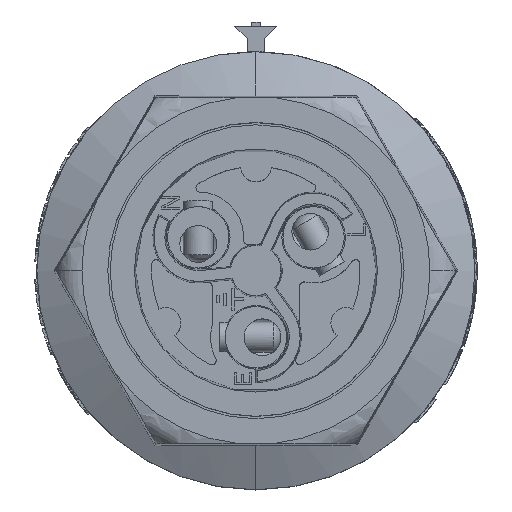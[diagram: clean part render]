
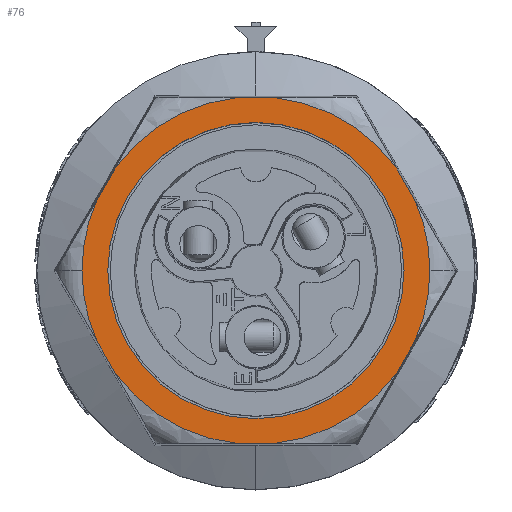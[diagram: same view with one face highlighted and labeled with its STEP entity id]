
A CAD part, top view. The second image highlights one B-rep face of the part: STEP entity #76.
In plain terms, the highlighted planar face has unit normal (0, 0, 1).
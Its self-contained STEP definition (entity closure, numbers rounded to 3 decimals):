
#76=ADVANCED_FACE('',(#3354,#3355),#3356,.F.);
#3354=FACE_OUTER_BOUND('',#9844,.T.);
#3355=FACE_BOUND('',#9845,.T.);
#3356=PLANE('',#9846);
#9844=EDGE_LOOP('',(#21156,#21157,#21158,#21159,#21160,#21161,#21162,#21163,#21164,#21165,#21166,#21167,#21168,#21169));
#9845=EDGE_LOOP('',(#21170,#21171));
#9846=AXIS2_PLACEMENT_3D('',#21172,#21173,#21174);
#21156=ORIENTED_EDGE('',*,*,#47939,.F.);
#21157=ORIENTED_EDGE('',*,*,#47944,.T.);
#21158=ORIENTED_EDGE('',*,*,#47945,.F.);
#21159=ORIENTED_EDGE('',*,*,#47946,.T.);
#21160=ORIENTED_EDGE('',*,*,#47947,.F.);
#21161=ORIENTED_EDGE('',*,*,#45979,.T.);
#21162=ORIENTED_EDGE('',*,*,#47948,.T.);
#21163=ORIENTED_EDGE('',*,*,#47949,.F.);
#21164=ORIENTED_EDGE('',*,*,#47950,.T.);
#21165=ORIENTED_EDGE('',*,*,#47951,.F.);
#21166=ORIENTED_EDGE('',*,*,#47952,.T.);
#21167=ORIENTED_EDGE('',*,*,#47953,.F.);
#21168=ORIENTED_EDGE('',*,*,#47954,.T.);
#21169=ORIENTED_EDGE('',*,*,#45983,.T.);
#21170=ORIENTED_EDGE('',*,*,#47955,.T.);
#21171=ORIENTED_EDGE('',*,*,#47956,.T.);
#21172=CARTESIAN_POINT('',(0.0,0.0,16.0));
#21173=DIRECTION('',(0.0,0.0,-1.0));
#21174=DIRECTION('',(0.0,-1.0,0.0));
#45979=EDGE_CURVE('',#54849,#54846,#54850,.T.);
#45983=EDGE_CURVE('',#54853,#54855,#54857,.T.);
#47939=EDGE_CURVE('',#58758,#54855,#58759,.T.);
#47944=EDGE_CURVE('',#58758,#58764,#58766,.T.);
#47945=EDGE_CURVE('',#58767,#58764,#58768,.T.);
#47946=EDGE_CURVE('',#58767,#58769,#58770,.T.);
#47947=EDGE_CURVE('',#54849,#58769,#58771,.T.);
#47948=EDGE_CURVE('',#54846,#58772,#58773,.T.);
#47949=EDGE_CURVE('',#58774,#58772,#58775,.T.);
#47950=EDGE_CURVE('',#58774,#58776,#58777,.T.);
#47951=EDGE_CURVE('',#58778,#58776,#58779,.T.);
#47952=EDGE_CURVE('',#58778,#58780,#58781,.T.);
#47953=EDGE_CURVE('',#58782,#58780,#58783,.T.);
#47954=EDGE_CURVE('',#58782,#54853,#58784,.T.);
#47955=EDGE_CURVE('',#58785,#58786,#58787,.T.);
#47956=EDGE_CURVE('',#58786,#58785,#58788,.T.);
#54846=VERTEX_POINT('',#69915);
#54849=VERTEX_POINT('',#69918);
#54850=CIRCLE('',#69919,19.852);
#54853=VERTEX_POINT('',#69948);
#54855=VERTEX_POINT('',#69950);
#54857=CIRCLE('',#69978,19.852);
#58758=VERTEX_POINT('',#78136);
#58759=LINE('',#78137,#78138);
#58764=VERTEX_POINT('',#78171);
#58766=CIRCLE('',#78199,19.852);
#58767=VERTEX_POINT('',#78200);
#58768=LINE('',#78201,#78202);
#58769=VERTEX_POINT('',#78203);
#58770=CIRCLE('',#78204,19.852);
#58771=LINE('',#78205,#78206);
#58772=VERTEX_POINT('',#78207);
#58773=CIRCLE('',#78208,19.852);
#58774=VERTEX_POINT('',#78209);
#58775=LINE('',#78210,#78211);
#58776=VERTEX_POINT('',#78212);
#58777=CIRCLE('',#78213,19.852);
#58778=VERTEX_POINT('',#78214);
#58779=LINE('',#78215,#78216);
#58780=VERTEX_POINT('',#78217);
#58781=CIRCLE('',#78218,19.852);
#58782=VERTEX_POINT('',#78219);
#58783=LINE('',#78220,#78221);
#58784=CIRCLE('',#78222,19.852);
#58785=VERTEX_POINT('',#78223);
#58786=VERTEX_POINT('',#78224);
#58787=CIRCLE('',#78225,16.9);
#58788=CIRCLE('',#78226,16.9);
#69915=CARTESIAN_POINT('',(19.852,0.,16.0));
#69918=CARTESIAN_POINT('',(18.153,-8.034,16.0));
#69919=AXIS2_PLACEMENT_3D('',#101157,#101158,#101159);
#69948=CARTESIAN_POINT('',(-19.852,0.,16.0));
#69950=CARTESIAN_POINT('',(-18.153,-8.034,16.0));
#69978=AXIS2_PLACEMENT_3D('',#101163,#101164,#101165);
#78136=CARTESIAN_POINT('',(-16.035,-11.704,16.0));
#78137=CARTESIAN_POINT('',(-16.035,-11.704,16.0));
#78138=VECTOR('',#102772,4.237);
#78171=CARTESIAN_POINT('',(-2.118,-19.738,16.0));
#78199=AXIS2_PLACEMENT_3D('',#102775,#102776,#102777);
#78200=CARTESIAN_POINT('',(2.118,-19.738,16.0));
#78201=CARTESIAN_POINT('',(2.118,-19.738,16.0));
#78202=VECTOR('',#102778,4.237);
#78203=CARTESIAN_POINT('',(16.035,-11.704,16.0));
#78204=AXIS2_PLACEMENT_3D('',#102779,#102780,#102781);
#78205=CARTESIAN_POINT('',(18.153,-8.034,16.0));
#78206=VECTOR('',#102782,4.237);
#78207=CARTESIAN_POINT('',(18.153,8.034,16.0));
#78208=AXIS2_PLACEMENT_3D('',#102783,#102784,#102785);
#78209=CARTESIAN_POINT('',(16.035,11.704,16.0));
#78210=CARTESIAN_POINT('',(16.035,11.704,16.0));
#78211=VECTOR('',#102786,4.237);
#78212=CARTESIAN_POINT('',(2.118,19.738,16.0));
#78213=AXIS2_PLACEMENT_3D('',#102787,#102788,#102789);
#78214=CARTESIAN_POINT('',(-2.118,19.738,16.0));
#78215=CARTESIAN_POINT('',(-2.118,19.738,16.0));
#78216=VECTOR('',#102790,4.237);
#78217=CARTESIAN_POINT('',(-16.035,11.704,16.0));
#78218=AXIS2_PLACEMENT_3D('',#102791,#102792,#102793);
#78219=CARTESIAN_POINT('',(-18.153,8.034,16.0));
#78220=CARTESIAN_POINT('',(-18.153,8.034,16.0));
#78221=VECTOR('',#102794,4.237);
#78222=AXIS2_PLACEMENT_3D('',#102795,#102796,#102797);
#78223=CARTESIAN_POINT('',(-16.9,0.0,16.0));
#78224=CARTESIAN_POINT('',(16.9,0.0,16.0));
#78225=AXIS2_PLACEMENT_3D('',#102798,#102799,#102800);
#78226=AXIS2_PLACEMENT_3D('',#102801,#102802,#102803);
#101157=CARTESIAN_POINT('',(0.0,0.0,16.0));
#101158=DIRECTION('',(0.0,0.0,1.0));
#101159=DIRECTION('',(0.914,-0.405,0.0));
#101163=CARTESIAN_POINT('',(0.0,0.0,16.0));
#101164=DIRECTION('',(0.0,0.0,1.0));
#101165=DIRECTION('',(-0.914,0.405,0.0));
#102772=DIRECTION('',(-0.5,0.866,0.0));
#102775=CARTESIAN_POINT('',(0.0,0.0,16.0));
#102776=DIRECTION('',(0.0,0.0,1.0));
#102777=DIRECTION('',(-0.808,-0.59,0.0));
#102778=DIRECTION('',(-1.0,0.0,0.0));
#102779=CARTESIAN_POINT('',(0.0,0.0,16.0));
#102780=DIRECTION('',(0.0,0.0,1.0));
#102781=DIRECTION('',(0.107,-0.994,0.0));
#102782=DIRECTION('',(-0.5,-0.866,0.0));
#102783=CARTESIAN_POINT('',(0.0,0.0,16.0));
#102784=DIRECTION('',(0.0,0.0,1.0));
#102785=DIRECTION('',(0.914,-0.405,0.0));
#102786=DIRECTION('',(0.5,-0.866,0.0));
#102787=CARTESIAN_POINT('',(0.0,0.0,16.0));
#102788=DIRECTION('',(0.0,-0.0,1.0));
#102789=DIRECTION('',(0.808,0.59,0.0));
#102790=DIRECTION('',(1.0,0.0,0.0));
#102791=CARTESIAN_POINT('',(0.0,0.0,16.0));
#102792=DIRECTION('',(0.0,0.0,1.0));
#102793=DIRECTION('',(-0.107,0.994,0.0));
#102794=DIRECTION('',(0.5,0.866,0.0));
#102795=CARTESIAN_POINT('',(0.0,0.0,16.0));
#102796=DIRECTION('',(0.0,0.0,1.0));
#102797=DIRECTION('',(-0.914,0.405,0.0));
#102798=CARTESIAN_POINT('',(0.0,0.0,16.0));
#102799=DIRECTION('',(0.0,0.0,-1.0));
#102800=DIRECTION('',(-1.0,0.0,0.0));
#102801=CARTESIAN_POINT('',(0.0,0.0,16.0));
#102802=DIRECTION('',(0.0,0.0,-1.0));
#102803=DIRECTION('',(1.0,0.0,0.0));
